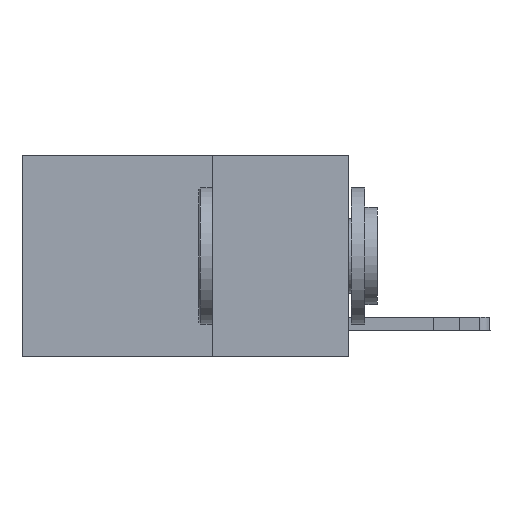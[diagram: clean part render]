
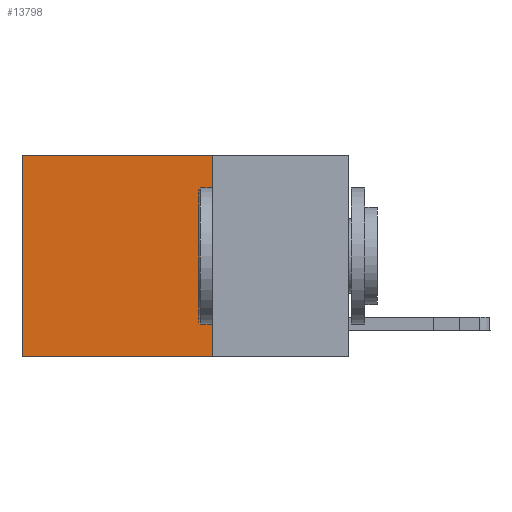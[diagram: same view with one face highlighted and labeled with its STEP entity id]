
A CAD part, left-side view. The second image highlights one B-rep face of the part: STEP entity #13798.
In plain terms, the highlighted planar face has unit normal (-1, 0, 0).
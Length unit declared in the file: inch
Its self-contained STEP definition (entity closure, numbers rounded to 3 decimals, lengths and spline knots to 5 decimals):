
#666 = CARTESIAN_POINT ( 'NONE',  ( 0.2625, 0.25, 0. ) ) ;
#912 = EDGE_CURVE ( 'NONE', #22468, #6125, #10276, .T. ) ;
#1617 = EDGE_CURVE ( 'NONE', #22468, #26109, #3247, .T. ) ;
#3247 = LINE ( 'NONE', #19977, #21362 ) ;
#4255 = DIRECTION ( 'NONE',  ( 0., 1., 0. ) ) ;
#4266 = AXIS2_PLACEMENT_3D ( 'NONE', #666, #26046, #23950 ) ;
#4368 = VECTOR ( 'NONE', #4255, 39.37008 ) ;
#5024 = ORIENTED_EDGE ( 'NONE', *, *, #1617, .F. ) ;
#6125 = VERTEX_POINT ( 'NONE', #9455 ) ;
#6409 = CARTESIAN_POINT ( 'NONE',  ( 0.2625, 0.6, 0. ) ) ;
#7146 = CARTESIAN_POINT ( 'NONE',  ( 0.2625, 0.25, -0.37 ) ) ;
#7445 = VECTOR ( 'NONE', #11352, 39.37008 ) ;
#7991 = EDGE_LOOP ( 'NONE', ( #9509, #15578, #5024, #16151 ) ) ;
#8469 = CARTESIAN_POINT ( 'NONE',  ( 0.2625, 0.6, -0.37 ) ) ;
#9455 = CARTESIAN_POINT ( 'NONE',  ( 0.2625, 0.6, 0. ) ) ;
#9509 = ORIENTED_EDGE ( 'NONE', *, *, #11004, .T. ) ;
#10276 = LINE ( 'NONE', #23253, #4368 ) ;
#11004 = EDGE_CURVE ( 'NONE', #6125, #12328, #22901, .T. ) ;
#11352 = DIRECTION ( 'NONE',  ( 0., 1., 0. ) ) ;
#12328 = VERTEX_POINT ( 'NONE', #8469 ) ;
#13798 = ADVANCED_FACE ( 'NONE', ( #21586 ), #15714, .F. ) ;
#14649 = DIRECTION ( 'NONE',  ( 0., 0., -1. ) ) ;
#15578 = ORIENTED_EDGE ( 'NONE', *, *, #16968, .F. ) ;
#15645 = DIRECTION ( 'NONE',  ( 0., 0., -1. ) ) ;
#15714 = PLANE ( 'NONE',  #4266 ) ;
#16151 = ORIENTED_EDGE ( 'NONE', *, *, #912, .T. ) ;
#16968 = EDGE_CURVE ( 'NONE', #26109, #12328, #26005, .T. ) ;
#19931 = CARTESIAN_POINT ( 'NONE',  ( 0.2625, 0.25, 0. ) ) ;
#19977 = CARTESIAN_POINT ( 'NONE',  ( 0.2625, 0.25, 0. ) ) ;
#21362 = VECTOR ( 'NONE', #15645, 39.37008 ) ;
#21586 = FACE_OUTER_BOUND ( 'NONE', #7991, .T. ) ;
#22075 = CARTESIAN_POINT ( 'NONE',  ( 0.2625, 0.25, -0.37 ) ) ;
#22468 = VERTEX_POINT ( 'NONE', #19931 ) ;
#22542 = VECTOR ( 'NONE', #14649, 39.37008 ) ;
#22901 = LINE ( 'NONE', #6409, #22542 ) ;
#23253 = CARTESIAN_POINT ( 'NONE',  ( 0.2625, 0.25, 0. ) ) ;
#23950 = DIRECTION ( 'NONE',  ( 0., 0., -1. ) ) ;
#26005 = LINE ( 'NONE', #7146, #7445 ) ;
#26046 = DIRECTION ( 'NONE',  ( 1., 0., 0. ) ) ;
#26109 = VERTEX_POINT ( 'NONE', #22075 ) ;
